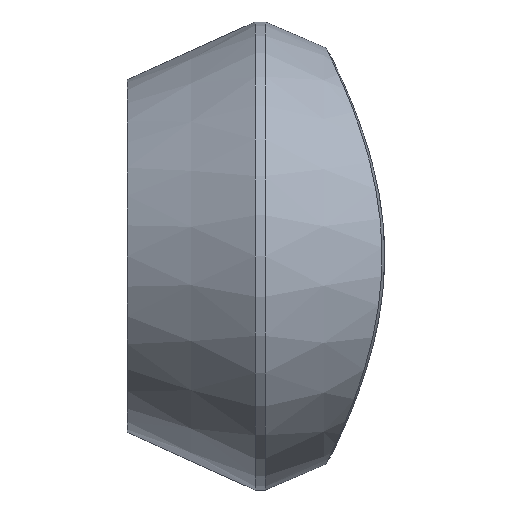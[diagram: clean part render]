
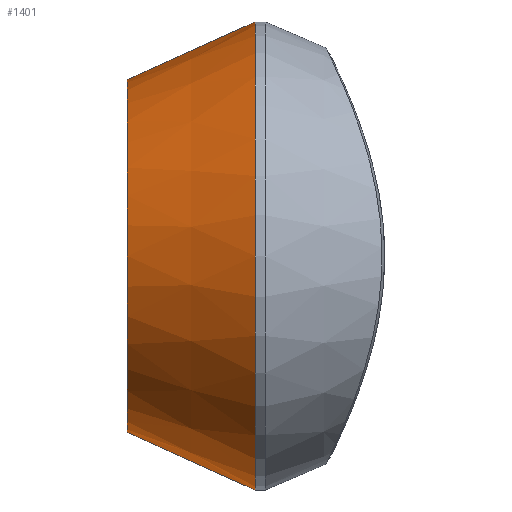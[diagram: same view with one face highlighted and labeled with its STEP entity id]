
A CAD part, left-side view. The second image highlights one B-rep face of the part: STEP entity #1401.
In plain terms, the highlighted conical face has half-angle 24.315 degrees and reference radius 33.19 mm.
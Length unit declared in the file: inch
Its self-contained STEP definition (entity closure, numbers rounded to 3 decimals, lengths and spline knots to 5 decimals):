
#3 = CIRCLE ( 'NONE', #120, 1.73438 ) ;
#13 = VERTEX_POINT ( 'NONE', #820 ) ;
#26 = VERTEX_POINT ( 'NONE', #1178 ) ;
#88 = DIRECTION ( 'NONE',  ( 0., -1., 0. ) ) ;
#120 = AXIS2_PLACEMENT_3D ( 'NONE', #1213, #775, #1187 ) ;
#125 = CARTESIAN_POINT ( 'NONE',  ( 0., 2.80347, -1.73438 ) ) ;
#129 = FACE_OUTER_BOUND ( 'NONE', #1326, .T. ) ;
#221 = VECTOR ( 'NONE', #559, 39.37008 ) ;
#232 = VECTOR ( 'NONE', #392, 39.37008 ) ;
#380 = EDGE_CURVE ( 'NONE', #1122, #13, #1407, .T. ) ;
#392 = DIRECTION ( 'NONE',  ( 0., -0.911, 0.412 ) ) ;
#430 = EDGE_CURVE ( 'NONE', #1122, #26, #1402, .T. ) ;
#471 = DIRECTION ( 'NONE',  ( 0., -1., 0. ) ) ;
#559 = DIRECTION ( 'NONE',  ( 0., -0.911, -0.412 ) ) ;
#581 = ORIENTED_EDGE ( 'NONE', *, *, #746, .F. ) ;
#686 = CARTESIAN_POINT ( 'NONE',  ( 0., 3.75, 0. ) ) ;
#704 = ORIENTED_EDGE ( 'NONE', *, *, #380, .F. ) ;
#727 = AXIS2_PLACEMENT_3D ( 'NONE', #686, #471, #793 ) ;
#732 = CARTESIAN_POINT ( 'NONE',  ( 0., 3.75, 1.30671 ) ) ;
#746 = EDGE_CURVE ( 'NONE', #13, #790, #3, .T. ) ;
#775 = DIRECTION ( 'NONE',  ( 0., -1., 0. ) ) ;
#785 = CARTESIAN_POINT ( 'NONE',  ( 0., 3.75, -1.30671 ) ) ;
#790 = VERTEX_POINT ( 'NONE', #125 ) ;
#793 = DIRECTION ( 'NONE',  ( 0., 0., -1. ) ) ;
#820 = CARTESIAN_POINT ( 'NONE',  ( 0., 2.80347, 1.73438 ) ) ;
#962 = DIRECTION ( 'NONE',  ( 0., 0., -1. ) ) ;
#1020 = CONICAL_SURFACE ( 'NONE', #727, 1.30671, 0.424 ) ;
#1068 = CARTESIAN_POINT ( 'NONE',  ( 0., 3.75, 0. ) ) ;
#1122 = VERTEX_POINT ( 'NONE', #732 ) ;
#1149 = AXIS2_PLACEMENT_3D ( 'NONE', #1068, #88, #962 ) ;
#1178 = CARTESIAN_POINT ( 'NONE',  ( 0., 3.75, -1.30671 ) ) ;
#1187 = DIRECTION ( 'NONE',  ( 0., 0., -1. ) ) ;
#1210 = ORIENTED_EDGE ( 'NONE', *, *, #430, .T. ) ;
#1213 = CARTESIAN_POINT ( 'NONE',  ( 0., 2.80347, 0. ) ) ;
#1223 = ORIENTED_EDGE ( 'NONE', *, *, #1421, .T. ) ;
#1326 = EDGE_LOOP ( 'NONE', ( #704, #1210, #1223, #581 ) ) ;
#1333 = LINE ( 'NONE', #785, #221 ) ;
#1376 = CARTESIAN_POINT ( 'NONE',  ( 0., 3.75, 1.30671 ) ) ;
#1401 = ADVANCED_FACE ( 'NONE', ( #129 ), #1020, .T. ) ;
#1402 = CIRCLE ( 'NONE', #1149, 1.30671 ) ;
#1407 = LINE ( 'NONE', #1376, #232 ) ;
#1421 = EDGE_CURVE ( 'NONE', #26, #790, #1333, .T. ) ;
